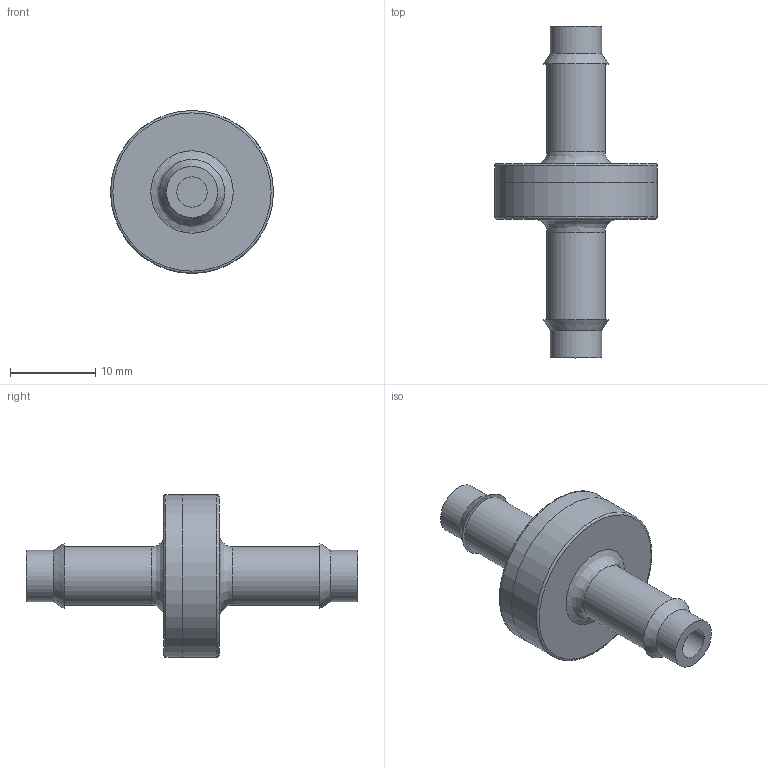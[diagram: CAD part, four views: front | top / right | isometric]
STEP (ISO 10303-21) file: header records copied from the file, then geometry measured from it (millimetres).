
FILE_DESCRIPTION(('FreeCAD Model'),'2;1');
FILE_NAME('Open CASCADE Shape Model','2022-01-10T11:17:12',('Author'),( ''),'Open CASCADE STEP processor 7.4','FreeCAD','Unknown');
FILE_SCHEMA(('AUTOMOTIVE_DESIGN { 1 0 10303 214 1 1 1 1 }'));
Length unit declared in the file: millimetre
Products named in the file (5): Generic_MPV_4B; Outlet_Stem; Outlet_Body; Inlet_Body; Inlet_Stem
Assembly tree (4 placements, depth 2):
  Generic_MPV_4B
    Outlet_Stem
    Outlet_Body
    Inlet_Body
    Inlet_Stem
Bounding box: 19.05 x 38.86 x 19.05 mm (x, y, z)
Volume: 2922.7 mm3; surface area: 3080.3 mm2
Topology: 4 solids, 4 shells, 30 faces, 52 edges, 36 vertices
Faces by surface type: plane 14, cylinder 10, revolution 4, cone 2
Full cylindrical faces by diameter (mm): 3.556 x2, 5.994 x2, 6.858 x4, 19.05 x2
Entity records: 1695 total; most frequent: CARTESIAN_POINT 263, DIRECTION 248, ORIENTED_EDGE 104, PCURVE 104, DEFINITIONAL_REPRESENTATION 104, AXIS2_PLACEMENT_3D 75, LINE 70, VECTOR 70
